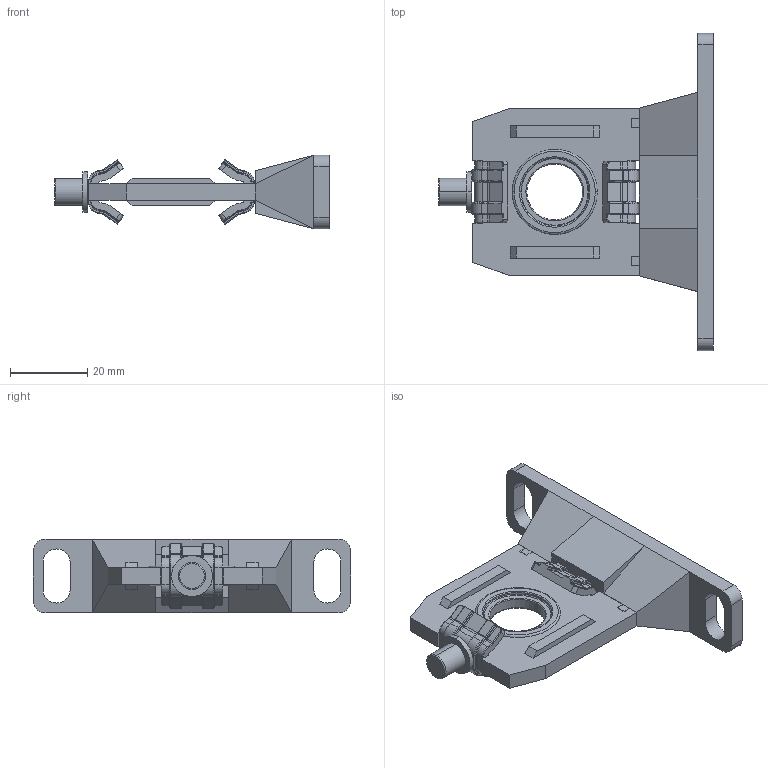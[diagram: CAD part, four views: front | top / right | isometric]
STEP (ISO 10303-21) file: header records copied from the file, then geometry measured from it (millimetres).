
FILE_DESCRIPTION (( 'STEP AP214' ), '1' );
FILE_NAME ('Y300T-A.step.step', '2015-11-06T06:46:43', ( 'Windows User' ), ( '' ), 'SwSTEP 2.0', 'SolidWorks 2016', '' );
FILE_SCHEMA (( 'AUTOMOTIVE_DESIGN' ));
Length unit declared in the file: millimetre
Products named in the file (6): Y300T-A.step_Mnt Bracket_Y300T; Y300T-A.step_Clamp_Y300R; Y300T-A.step_Clamp_Y300F; Y300T-A.step_Seal_Y300; Y300T-A.step_Spacer Body_Y300; Y300T-A.step
Assembly tree (5 placements, depth 2):
  Y300T-A.step
    Y300T-A.step_Spacer Body_Y300
    Y300T-A.step_Seal_Y300
    Y300T-A.step_Clamp_Y300F
    Y300T-A.step_Clamp_Y300R
    Y300T-A.step_Mnt Bracket_Y300T
Bounding box: 71 x 82 x 19 mm (x, y, z)
Volume: 24017.8 mm3; surface area: 13049.7 mm2
Topology: 5 solids, 5 shells, 495 faces, 1188 edges, 714 vertices
Faces by surface type: cylinder 208, plane 173, torus 114
Entity records: 14552 total; most frequent: DIRECTION 2726, CARTESIAN_POINT 2429, ORIENTED_EDGE 2376, EDGE_CURVE 1188, AXIS2_PLACEMENT_3D 1043, VERTEX_POINT 714, LINE 640, VECTOR 640
